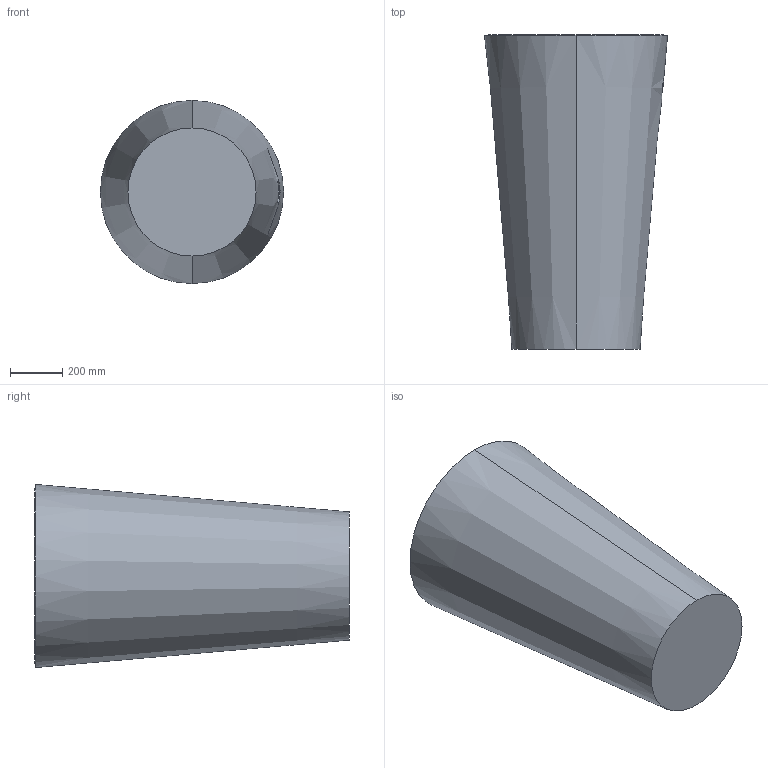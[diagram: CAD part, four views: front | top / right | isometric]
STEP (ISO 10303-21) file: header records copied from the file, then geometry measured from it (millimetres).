
FILE_DESCRIPTION (( 'STEP AP203' ), '1' );
FILE_NAME ('VEN70 120.STEP', '2020-06-01T10:11:54', ( 'admin' ), ( '' ), 'SwSTEP 2.0', 'SolidWorks 2019', '' );
FILE_SCHEMA (( 'CONFIG_CONTROL_DESIGN' ));
Length unit declared in the file: millimetre
Products named in the file (1): VEN70 120
Bounding box: 700 x 1201.74 x 700 mm (x, y, z)
Volume: 46714083.5 mm3; surface area: 4722447.8 mm2
Topology: 1 solids, 1 shells, 32 faces, 68 edges, 44 vertices
Faces by surface type: plane 13, cone 11, cylinder 8
Entity records: 1105 total; most frequent: CARTESIAN_POINT 363, ORIENTED_EDGE 136, DIRECTION 132, EDGE_CURVE 68, AXIS2_PLACEMENT_3D 49, VERTEX_POINT 44, EDGE_LOOP 38, LINE 34
